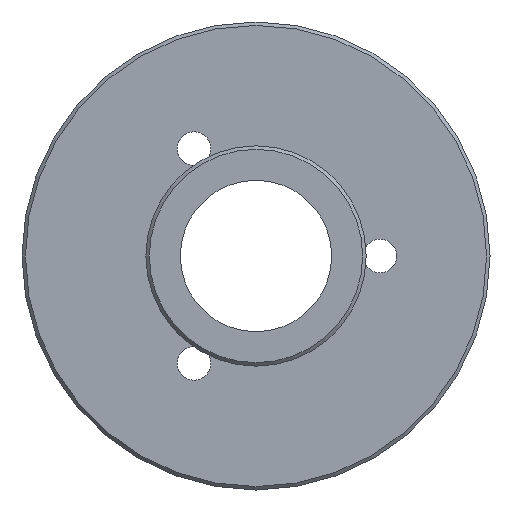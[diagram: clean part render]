
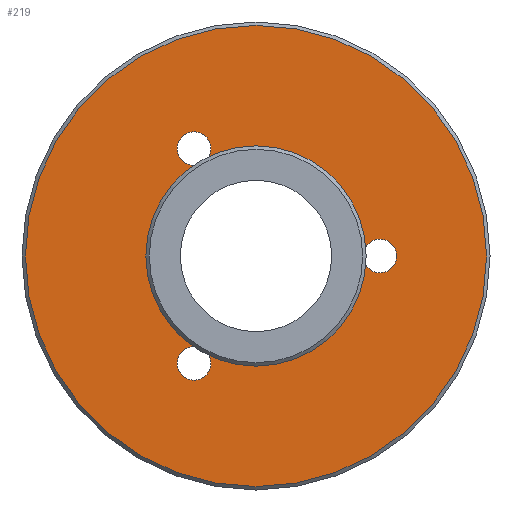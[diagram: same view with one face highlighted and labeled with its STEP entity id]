
A CAD part, left-side view. The second image highlights one B-rep face of the part: STEP entity #219.
In plain terms, the highlighted planar face has unit normal (-1, 0, 0).
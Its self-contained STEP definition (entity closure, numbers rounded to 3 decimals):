
#16=PLANE('',#251);
#36=FACE_BOUND('',#82,.T.);
#37=FACE_BOUND('',#83,.T.);
#38=FACE_BOUND('',#84,.T.);
#39=FACE_BOUND('',#85,.T.);
#40=FACE_BOUND('',#86,.T.);
#82=EDGE_LOOP('',(#182));
#83=EDGE_LOOP('',(#183));
#84=EDGE_LOOP('',(#184));
#85=EDGE_LOOP('',(#185));
#86=EDGE_LOOP('',(#186));
#114=CIRCLE('',#250,16.75);
#115=CIRCLE('',#252,7.3);
#116=CIRCLE('',#253,1.23);
#117=CIRCLE('',#254,1.23);
#118=CIRCLE('',#255,1.23);
#134=VERTEX_POINT('',#375);
#135=VERTEX_POINT('',#378);
#136=VERTEX_POINT('',#380);
#137=VERTEX_POINT('',#382);
#138=VERTEX_POINT('',#384);
#154=EDGE_CURVE('',#134,#134,#114,.T.);
#155=EDGE_CURVE('',#135,#135,#115,.T.);
#156=EDGE_CURVE('',#136,#136,#116,.T.);
#157=EDGE_CURVE('',#137,#137,#117,.T.);
#158=EDGE_CURVE('',#138,#138,#118,.T.);
#182=ORIENTED_EDGE('',*,*,#155,.T.);
#183=ORIENTED_EDGE('',*,*,#156,.T.);
#184=ORIENTED_EDGE('',*,*,#157,.T.);
#185=ORIENTED_EDGE('',*,*,#158,.T.);
#186=ORIENTED_EDGE('',*,*,#154,.F.);
#219=ADVANCED_FACE('',(#36,#37,#38,#39,#40),#16,.T.);
#250=AXIS2_PLACEMENT_3D('',#376,#308,#309);
#251=AXIS2_PLACEMENT_3D('',#377,#310,#311);
#252=AXIS2_PLACEMENT_3D('',#379,#312,#313);
#253=AXIS2_PLACEMENT_3D('',#381,#314,#315);
#254=AXIS2_PLACEMENT_3D('',#383,#316,#317);
#255=AXIS2_PLACEMENT_3D('',#385,#318,#319);
#308=DIRECTION('center_axis',(1.,0.,0.));
#309=DIRECTION('ref_axis',(0.,-1.,0.));
#310=DIRECTION('center_axis',(-1.,0.,0.));
#311=DIRECTION('ref_axis',(0.,0.,1.));
#312=DIRECTION('center_axis',(1.,0.,0.));
#313=DIRECTION('ref_axis',(0.,1.,0.));
#314=DIRECTION('center_axis',(1.,0.,0.));
#315=DIRECTION('ref_axis',(0.,0.,-1.));
#316=DIRECTION('center_axis',(1.,0.,0.));
#317=DIRECTION('ref_axis',(0.,0.866,0.5));
#318=DIRECTION('center_axis',(1.,0.,0.));
#319=DIRECTION('ref_axis',(0.,-0.866,0.5));
#375=CARTESIAN_POINT('',(18.,16.75,0.));
#376=CARTESIAN_POINT('Origin',(18.,0.,0.));
#377=CARTESIAN_POINT('Origin',(18.,12.15,0.));
#378=CARTESIAN_POINT('',(18.,7.3,0.));
#379=CARTESIAN_POINT('Origin',(18.,0.,0.));
#380=CARTESIAN_POINT('',(18.,-9.,1.23));
#381=CARTESIAN_POINT('Origin',(18.,-9.,0.));
#382=CARTESIAN_POINT('',(18.,3.435,-8.409));
#383=CARTESIAN_POINT('Origin',(18.,4.5,-7.794));
#384=CARTESIAN_POINT('',(18.,5.565,7.179));
#385=CARTESIAN_POINT('Origin',(18.,4.5,7.794));
